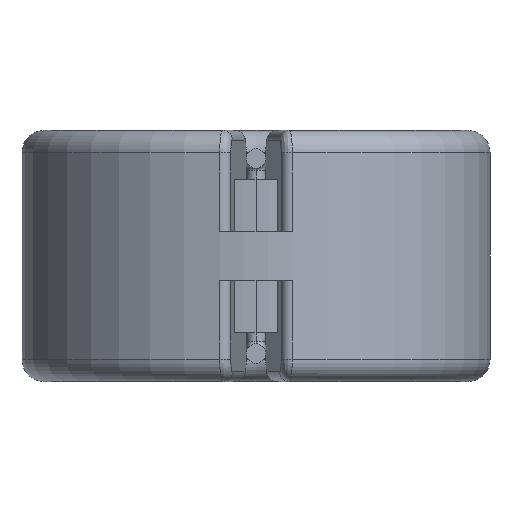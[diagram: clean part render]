
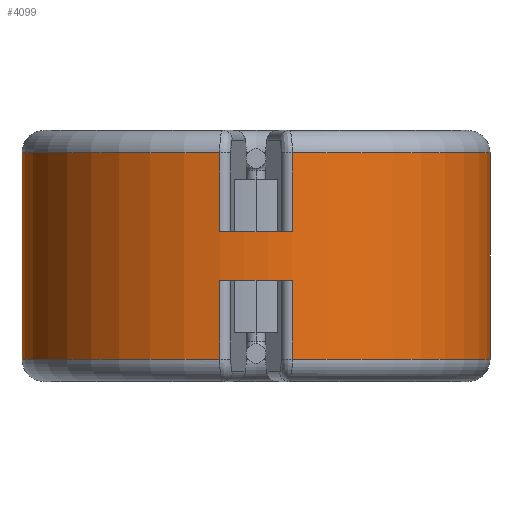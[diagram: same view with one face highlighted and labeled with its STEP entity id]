
A CAD part, front view. The second image highlights one B-rep face of the part: STEP entity #4099.
In plain terms, the highlighted cylindrical face has radius 28.8 mm (diameter 57.6 mm), a partial arc.
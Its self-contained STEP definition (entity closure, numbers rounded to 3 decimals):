
#126 = AXIS2_PLACEMENT_3D ( 'NONE', #2881, #3619, #3986 ) ;
#181 = EDGE_CURVE ( 'NONE', #3180, #2471, #1057, .T. ) ;
#184 = ORIENTED_EDGE ( 'NONE', *, *, #401, .T. ) ;
#199 = DIRECTION ( 'NONE',  ( 0., 0., -1. ) ) ;
#216 = CARTESIAN_POINT ( 'NONE',  ( 4.466, -28.452, -12.7 ) ) ;
#325 = DIRECTION ( 'NONE',  ( 1., 0., 0. ) ) ;
#341 = ORIENTED_EDGE ( 'NONE', *, *, #4113, .T. ) ;
#401 = EDGE_CURVE ( 'NONE', #3546, #1566, #2266, .T. ) ;
#427 = AXIS2_PLACEMENT_3D ( 'NONE', #4573, #199, #2461 ) ;
#505 = EDGE_CURVE ( 'NONE', #2471, #4383, #3225, .T. ) ;
#539 = ORIENTED_EDGE ( 'NONE', *, *, #766, .T. ) ;
#704 = AXIS2_PLACEMENT_3D ( 'NONE', #3937, #3545, #1783 ) ;
#766 = EDGE_CURVE ( 'NONE', #1117, #4327, #4339, .T. ) ;
#995 = ORIENTED_EDGE ( 'NONE', *, *, #2083, .T. ) ;
#1008 = DIRECTION ( 'NONE',  ( 0., 0., -1. ) ) ;
#1034 = CARTESIAN_POINT ( 'NONE',  ( 0., 0., -12.7 ) ) ;
#1043 = CIRCLE ( 'NONE', #2750, 28.8 ) ;
#1057 = LINE ( 'NONE', #4591, #3810 ) ;
#1117 = VERTEX_POINT ( 'NONE', #1619 ) ;
#1169 = VECTOR ( 'NONE', #4125, 1000. ) ;
#1295 = CARTESIAN_POINT ( 'NONE',  ( 0., 0., -3. ) ) ;
#1336 = DIRECTION ( 'NONE',  ( 1., 0., 0. ) ) ;
#1445 = VERTEX_POINT ( 'NONE', #1585 ) ;
#1564 = LINE ( 'NONE', #3822, #3641 ) ;
#1566 = VERTEX_POINT ( 'NONE', #2792 ) ;
#1585 = CARTESIAN_POINT ( 'NONE',  ( -4.466, -28.452, -3. ) ) ;
#1601 = CARTESIAN_POINT ( 'NONE',  ( 4.466, -28.452, -3. ) ) ;
#1614 = DIRECTION ( 'NONE',  ( 0., 0., 1. ) ) ;
#1619 = CARTESIAN_POINT ( 'NONE',  ( 28.8, 0., 12.7 ) ) ;
#1711 = DIRECTION ( 'NONE',  ( 0., 0., 1. ) ) ;
#1783 = DIRECTION ( 'NONE',  ( 1., 0., 0. ) ) ;
#1791 = EDGE_CURVE ( 'NONE', #3180, #1960, #1043, .T. ) ;
#1796 = LINE ( 'NONE', #3120, #4577 ) ;
#1850 = LINE ( 'NONE', #3788, #1169 ) ;
#1902 = LINE ( 'NONE', #4364, #4656 ) ;
#1910 = CIRCLE ( 'NONE', #3478, 28.8 ) ;
#1921 = VECTOR ( 'NONE', #2309, 1000. ) ;
#1960 = VERTEX_POINT ( 'NONE', #3266 ) ;
#2083 = EDGE_CURVE ( 'NONE', #1445, #4413, #2522, .T. ) ;
#2130 = EDGE_CURVE ( 'NONE', #1117, #1566, #1564, .T. ) ;
#2143 = CYLINDRICAL_SURFACE ( 'NONE', #427, 28.8 ) ;
#2175 = VERTEX_POINT ( 'NONE', #2472 ) ;
#2196 = CARTESIAN_POINT ( 'NONE',  ( 0., 0., -12.7 ) ) ;
#2208 = DIRECTION ( 'NONE',  ( 0., 0., 1. ) ) ;
#2266 = CIRCLE ( 'NONE', #4120, 28.8 ) ;
#2309 = DIRECTION ( 'NONE',  ( 0., 0., -1. ) ) ;
#2365 = ORIENTED_EDGE ( 'NONE', *, *, #3081, .T. ) ;
#2436 = AXIS2_PLACEMENT_3D ( 'NONE', #1295, #1614, #4498 ) ;
#2461 = DIRECTION ( 'NONE',  ( -1., 0., 0. ) ) ;
#2467 = DIRECTION ( 'NONE',  ( 0., 0., 1. ) ) ;
#2471 = VERTEX_POINT ( 'NONE', #2886 ) ;
#2472 = CARTESIAN_POINT ( 'NONE',  ( -28.8, 0., -12.7 ) ) ;
#2522 = CIRCLE ( 'NONE', #2436, 28.8 ) ;
#2554 = DIRECTION ( 'NONE',  ( 0., 0., -1. ) ) ;
#2634 = CARTESIAN_POINT ( 'NONE',  ( -4.466, -28.452, -12.7 ) ) ;
#2639 = EDGE_CURVE ( 'NONE', #2175, #3351, #1910, .T. ) ;
#2750 = AXIS2_PLACEMENT_3D ( 'NONE', #3896, #3493, #1336 ) ;
#2753 = DIRECTION ( 'NONE',  ( 0., 0., 1. ) ) ;
#2779 = EDGE_LOOP ( 'NONE', ( #4617, #539, #4294, #4131, #3959, #3291, #2365, #4604, #341, #995, #3248, #184 ) ) ;
#2788 = CARTESIAN_POINT ( 'NONE',  ( -4.466, -28.452, 3. ) ) ;
#2792 = CARTESIAN_POINT ( 'NONE',  ( 28.8, 0., -12.7 ) ) ;
#2850 = EDGE_CURVE ( 'NONE', #4413, #3546, #1902, .T. ) ;
#2881 = CARTESIAN_POINT ( 'NONE',  ( 0., 0., 12.7 ) ) ;
#2886 = CARTESIAN_POINT ( 'NONE',  ( -4.466, -28.452, 12.7 ) ) ;
#3081 = EDGE_CURVE ( 'NONE', #4383, #2175, #1850, .T. ) ;
#3120 = CARTESIAN_POINT ( 'NONE',  ( -4.466, -28.452, 15.45 ) ) ;
#3180 = VERTEX_POINT ( 'NONE', #2788 ) ;
#3225 = CIRCLE ( 'NONE', #126, 28.8 ) ;
#3248 = ORIENTED_EDGE ( 'NONE', *, *, #2850, .T. ) ;
#3266 = CARTESIAN_POINT ( 'NONE',  ( 4.466, -28.452, 3. ) ) ;
#3281 = CARTESIAN_POINT ( 'NONE',  ( 4.466, -28.452, 12.7 ) ) ;
#3291 = ORIENTED_EDGE ( 'NONE', *, *, #505, .T. ) ;
#3351 = VERTEX_POINT ( 'NONE', #2634 ) ;
#3478 = AXIS2_PLACEMENT_3D ( 'NONE', #1034, #2467, #3522 ) ;
#3493 = DIRECTION ( 'NONE',  ( 0., 0., 1. ) ) ;
#3522 = DIRECTION ( 'NONE',  ( 1., 0., 0. ) ) ;
#3545 = DIRECTION ( 'NONE',  ( 0., 0., -1. ) ) ;
#3546 = VERTEX_POINT ( 'NONE', #216 ) ;
#3614 = CARTESIAN_POINT ( 'NONE',  ( -28.8, 0., 12.7 ) ) ;
#3618 = LINE ( 'NONE', #3754, #1921 ) ;
#3619 = DIRECTION ( 'NONE',  ( 0., 0., -1. ) ) ;
#3641 = VECTOR ( 'NONE', #1008, 1000. ) ;
#3754 = CARTESIAN_POINT ( 'NONE',  ( 4.466, -28.452, 15.45 ) ) ;
#3788 = CARTESIAN_POINT ( 'NONE',  ( -28.8, 0., 15.45 ) ) ;
#3810 = VECTOR ( 'NONE', #1711, 1000. ) ;
#3822 = CARTESIAN_POINT ( 'NONE',  ( 28.8, 0., 15.45 ) ) ;
#3843 = FACE_OUTER_BOUND ( 'NONE', #2779, .T. ) ;
#3896 = CARTESIAN_POINT ( 'NONE',  ( 0., 0., 3. ) ) ;
#3937 = CARTESIAN_POINT ( 'NONE',  ( 0., 0., 12.7 ) ) ;
#3959 = ORIENTED_EDGE ( 'NONE', *, *, #181, .T. ) ;
#3986 = DIRECTION ( 'NONE',  ( 1., 0., 0. ) ) ;
#4032 = EDGE_CURVE ( 'NONE', #4327, #1960, #3618, .T. ) ;
#4099 = ADVANCED_FACE ( 'NONE', ( #3843 ), #2143, .T. ) ;
#4113 = EDGE_CURVE ( 'NONE', #3351, #1445, #1796, .T. ) ;
#4120 = AXIS2_PLACEMENT_3D ( 'NONE', #2196, #2208, #325 ) ;
#4125 = DIRECTION ( 'NONE',  ( 0., 0., -1. ) ) ;
#4131 = ORIENTED_EDGE ( 'NONE', *, *, #1791, .F. ) ;
#4294 = ORIENTED_EDGE ( 'NONE', *, *, #4032, .T. ) ;
#4327 = VERTEX_POINT ( 'NONE', #3281 ) ;
#4339 = CIRCLE ( 'NONE', #704, 28.8 ) ;
#4364 = CARTESIAN_POINT ( 'NONE',  ( 4.466, -28.452, 15.45 ) ) ;
#4383 = VERTEX_POINT ( 'NONE', #3614 ) ;
#4413 = VERTEX_POINT ( 'NONE', #1601 ) ;
#4498 = DIRECTION ( 'NONE',  ( 1., 0., 0. ) ) ;
#4573 = CARTESIAN_POINT ( 'NONE',  ( 0., 0., 15.45 ) ) ;
#4577 = VECTOR ( 'NONE', #2753, 1000. ) ;
#4591 = CARTESIAN_POINT ( 'NONE',  ( -4.466, -28.452, 15.45 ) ) ;
#4604 = ORIENTED_EDGE ( 'NONE', *, *, #2639, .T. ) ;
#4617 = ORIENTED_EDGE ( 'NONE', *, *, #2130, .F. ) ;
#4656 = VECTOR ( 'NONE', #2554, 1000. ) ;
